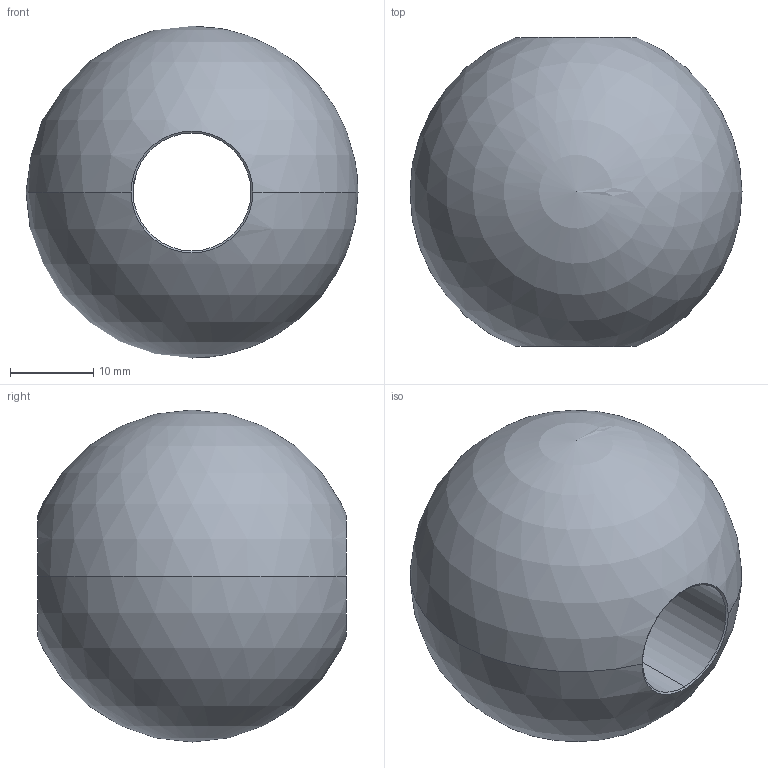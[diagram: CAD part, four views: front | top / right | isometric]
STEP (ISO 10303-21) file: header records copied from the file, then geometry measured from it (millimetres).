
FILE_DESCRIPTION (( 'STEP AP203' ), '1' );
FILE_NAME ('51040-240D.step', '2019-03-29T10:52:13', ( '' ), ( '' ), 'SwSTEP 2.0', 'SolidWorks 2015', '' );
FILE_SCHEMA (( 'CONFIG_CONTROL_DESIGN' ));
Length unit declared in the file: millimetre
Products named in the file (1): 51040-240D
Bounding box: 40 x 37.22 x 40 mm (x, y, z)
Volume: 27376.9 mm3; surface area: 6352.2 mm2
Topology: 1 solids, 1 shells, 239 faces, 637 edges, 423 vertices
Faces by surface type: plane 108, bspline 96, cylinder 29, cone 4, sphere 2
Entity records: 11525 total; most frequent: CARTESIAN_POINT 6124, ORIENTED_EDGE 1264, DIRECTION 818, EDGE_CURVE 632, VERTEX_POINT 420, LINE 310, VECTOR 310, EDGE_LOOP 266
